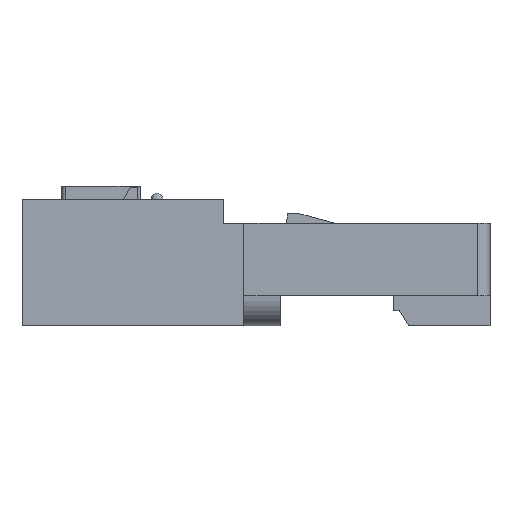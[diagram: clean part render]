
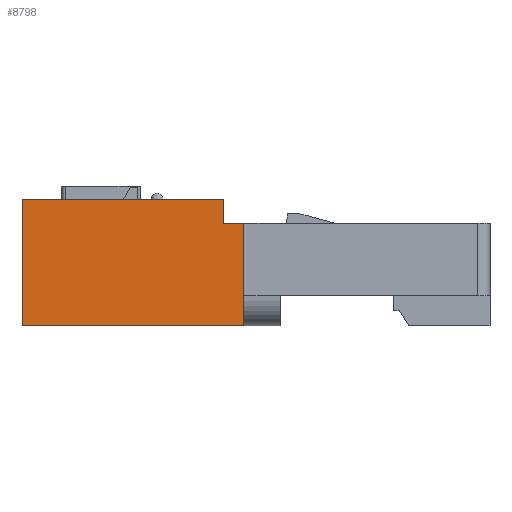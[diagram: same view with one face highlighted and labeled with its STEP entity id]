
A CAD part, left-side view. The second image highlights one B-rep face of the part: STEP entity #8798.
In plain terms, the highlighted planar face has unit normal (-1, 0, 0).
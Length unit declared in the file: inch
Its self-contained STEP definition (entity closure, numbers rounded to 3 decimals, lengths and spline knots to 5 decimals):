
#328 = VERTEX_POINT ( 'NONE', #12860 ) ;
#379 = EDGE_CURVE ( 'NONE', #688, #11628, #6657, .T. ) ;
#460 = CARTESIAN_POINT ( 'NONE',  ( -0.44074, -0.81369, 1.63583 ) ) ;
#688 = VERTEX_POINT ( 'NONE', #8693 ) ;
#1118 = DIRECTION ( 'NONE',  ( 0., 1., 0. ) ) ;
#1175 = ORIENTED_EDGE ( 'NONE', *, *, #379, .T. ) ;
#1730 = VECTOR ( 'NONE', #2168, 39.37008 ) ;
#1758 = CARTESIAN_POINT ( 'NONE',  ( -0.44074, 0.71387, 1.71457 ) ) ;
#1783 = CARTESIAN_POINT ( 'NONE',  ( -0.44074, -0.01054, 1.39961 ) ) ;
#1814 = FACE_OUTER_BOUND ( 'NONE', #8564, .T. ) ;
#1857 = EDGE_CURVE ( 'NONE', #10883, #11677, #12714, .T. ) ;
#2168 = DIRECTION ( 'NONE',  ( 0., 1., 0. ) ) ;
#2259 = EDGE_CURVE ( 'NONE', #11677, #328, #8911, .T. ) ;
#2413 = CARTESIAN_POINT ( 'NONE',  ( -0.44074, 0.05639, 1.63583 ) ) ;
#3763 = DIRECTION ( 'NONE',  ( 0., 0., 1. ) ) ;
#3786 = PLANE ( 'NONE',  #10673 ) ;
#3824 = DIRECTION ( 'NONE',  ( 0., 0., 1. ) ) ;
#3975 = LINE ( 'NONE', #460, #5602 ) ;
#4152 = CARTESIAN_POINT ( 'NONE',  ( -0.44074, 0.71387, 1.30118 ) ) ;
#4508 = CARTESIAN_POINT ( 'NONE',  ( -0.44074, 0.05639, 1.39961 ) ) ;
#4576 = ORIENTED_EDGE ( 'NONE', *, *, #2259, .T. ) ;
#5003 = CARTESIAN_POINT ( 'NONE',  ( -0.44074, 0.05639, 1.71457 ) ) ;
#5273 = ORIENTED_EDGE ( 'NONE', *, *, #1857, .T. ) ;
#5368 = EDGE_CURVE ( 'NONE', #7221, #328, #8391, .T. ) ;
#5541 = VECTOR ( 'NONE', #9696, 39.37008 ) ;
#5563 = EDGE_CURVE ( 'NONE', #688, #7221, #10304, .T. ) ;
#5602 = VECTOR ( 'NONE', #11652, 39.37008 ) ;
#6353 = ORIENTED_EDGE ( 'NONE', *, *, #9031, .F. ) ;
#6411 = ORIENTED_EDGE ( 'NONE', *, *, #5563, .F. ) ;
#6657 = LINE ( 'NONE', #1783, #7944 ) ;
#7221 = VERTEX_POINT ( 'NONE', #7760 ) ;
#7590 = VECTOR ( 'NONE', #1118, 39.37008 ) ;
#7760 = CARTESIAN_POINT ( 'NONE',  ( -0.44074, 0.71387, 1.30118 ) ) ;
#7944 = VECTOR ( 'NONE', #3824, 39.37008 ) ;
#8181 = CARTESIAN_POINT ( 'NONE',  ( -0.44074, -0.81369, 1.39961 ) ) ;
#8391 = LINE ( 'NONE', #1758, #11896 ) ;
#8564 = EDGE_LOOP ( 'NONE', ( #11861, #6411, #1175, #6353, #5273, #4576 ) ) ;
#8693 = CARTESIAN_POINT ( 'NONE',  ( -0.44074, -0.01054, 1.30118 ) ) ;
#8798 = ADVANCED_FACE ( 'NONE', ( #1814 ), #3786, .T. ) ;
#8911 = LINE ( 'NONE', #12315, #1730 ) ;
#9031 = EDGE_CURVE ( 'NONE', #10883, #11628, #3975, .T. ) ;
#9696 = DIRECTION ( 'NONE',  ( 0., 0., 1. ) ) ;
#10164 = CARTESIAN_POINT ( 'NONE',  ( -0.44074, -0.01054, 1.63583 ) ) ;
#10192 = DIRECTION ( 'NONE',  ( 0., 0., 1. ) ) ;
#10304 = LINE ( 'NONE', #4152, #7590 ) ;
#10673 = AXIS2_PLACEMENT_3D ( 'NONE', #8181, #13165, #10192 ) ;
#10883 = VERTEX_POINT ( 'NONE', #2413 ) ;
#11628 = VERTEX_POINT ( 'NONE', #10164 ) ;
#11652 = DIRECTION ( 'NONE',  ( 0., -1., 0. ) ) ;
#11677 = VERTEX_POINT ( 'NONE', #5003 ) ;
#11861 = ORIENTED_EDGE ( 'NONE', *, *, #5368, .F. ) ;
#11896 = VECTOR ( 'NONE', #3763, 39.37008 ) ;
#12315 = CARTESIAN_POINT ( 'NONE',  ( -0.44074, -0.81369, 1.71457 ) ) ;
#12714 = LINE ( 'NONE', #4508, #5541 ) ;
#12860 = CARTESIAN_POINT ( 'NONE',  ( -0.44074, 0.71387, 1.71457 ) ) ;
#13165 = DIRECTION ( 'NONE',  ( -1., 0., 0. ) ) ;
